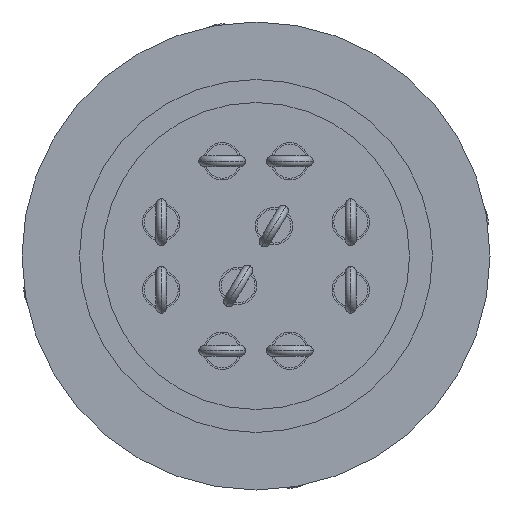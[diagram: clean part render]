
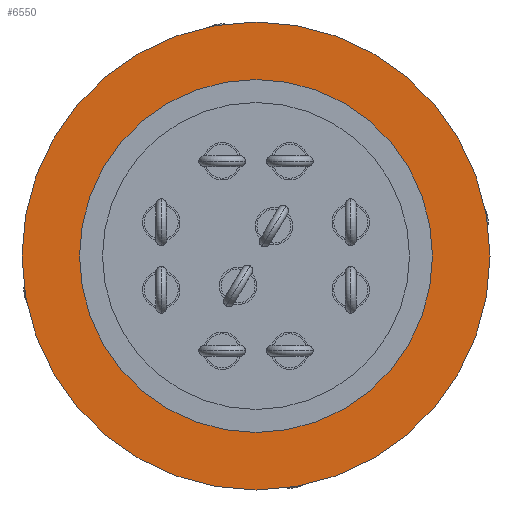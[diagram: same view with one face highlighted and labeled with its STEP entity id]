
A CAD part, front view. The second image highlights one B-rep face of the part: STEP entity #6550.
In plain terms, the highlighted planar face has unit normal (0, -1, 0).
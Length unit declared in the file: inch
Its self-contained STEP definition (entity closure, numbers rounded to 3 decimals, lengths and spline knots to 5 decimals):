
#1506 = EDGE_LOOP ( 'NONE', ( #3971, #3970 ) ) ;
#3432 = VERTEX_POINT ( 'NONE', #9342 ) ;
#3437 = VERTEX_POINT ( 'NONE', #9347 ) ;
#3441 = VERTEX_POINT ( 'NONE', #9351 ) ;
#3444 = VERTEX_POINT ( 'NONE', #9354 ) ;
#3970 = ORIENTED_EDGE ( 'NONE', *, *, #19633, .F. ) ;
#3971 = ORIENTED_EDGE ( 'NONE', *, *, #13498, .F. ) ;
#3972 = ORIENTED_EDGE ( 'NONE', *, *, #13494, .T. ) ;
#3973 = ORIENTED_EDGE ( 'NONE', *, *, #19634, .T. ) ;
#4975 = EDGE_LOOP ( 'NONE', ( #3973, #3972 ) ) ;
#6550 = ADVANCED_FACE ( 'NONE', ( #18400, #18395 ), #16600, .T. ) ;
#7618 = CARTESIAN_POINT ( 'NONE',  ( 0., -0.6212, 0. ) ) ;
#7619 = DIRECTION ( 'NONE',  ( 0., 1., 0. ) ) ;
#7620 = DIRECTION ( 'NONE',  ( 1., 0., 0. ) ) ;
#7629 = CARTESIAN_POINT ( 'NONE',  ( 0., -0.6212, 0. ) ) ;
#7630 = DIRECTION ( 'NONE',  ( 0., 1., 0. ) ) ;
#7631 = DIRECTION ( 'NONE',  ( 1., 0., 0. ) ) ;
#9342 = CARTESIAN_POINT ( 'NONE',  ( -0.815, -0.6212, 0. ) ) ;
#9347 = CARTESIAN_POINT ( 'NONE',  ( 0.815, -0.6212, 0. ) ) ;
#9351 = CARTESIAN_POINT ( 'NONE',  ( 1.08053, -0.6212, 0. ) ) ;
#9354 = CARTESIAN_POINT ( 'NONE',  ( -1.08053, -0.6212, 0. ) ) ;
#10473 = AXIS2_PLACEMENT_3D ( 'NONE', #7618, #7619, #7620 ) ;
#10475 = AXIS2_PLACEMENT_3D ( 'NONE', #7629, #7630, #7631 ) ;
#10668 = AXIS2_PLACEMENT_3D ( 'NONE', #17503, #17504, #17505 ) ;
#10669 = AXIS2_PLACEMENT_3D ( 'NONE', #17506, #17507, #17508 ) ;
#13494 = EDGE_CURVE ( 'NONE', #3432, #3437, #14817, .T. ) ;
#13498 = EDGE_CURVE ( 'NONE', #3441, #3444, #14808, .T. ) ;
#14397 = CIRCLE ( 'NONE', #10669, 0.815 ) ;
#14398 = CIRCLE ( 'NONE', #10668, 1.08053 ) ;
#14808 = CIRCLE ( 'NONE', #10475, 1.08053 ) ;
#14817 = CIRCLE ( 'NONE', #10473, 0.815 ) ;
#16597 = CARTESIAN_POINT ( 'NONE',  ( 0., -0.6212, 0. ) ) ;
#16600 = PLANE ( 'NONE',  #20550 ) ;
#16602 = DIRECTION ( 'NONE',  ( 0., -1., 0. ) ) ;
#16603 = DIRECTION ( 'NONE',  ( -1., 0., 0. ) ) ;
#17503 = CARTESIAN_POINT ( 'NONE',  ( 0., -0.6212, 0. ) ) ;
#17504 = DIRECTION ( 'NONE',  ( 0., 1., 0. ) ) ;
#17505 = DIRECTION ( 'NONE',  ( 1., 0., 0. ) ) ;
#17506 = CARTESIAN_POINT ( 'NONE',  ( 0., -0.6212, 0. ) ) ;
#17507 = DIRECTION ( 'NONE',  ( 0., 1., 0. ) ) ;
#17508 = DIRECTION ( 'NONE',  ( 1., 0., 0. ) ) ;
#18395 = FACE_OUTER_BOUND ( 'NONE', #1506, .T. ) ;
#18400 = FACE_BOUND ( 'NONE', #4975, .T. ) ;
#19633 = EDGE_CURVE ( 'NONE', #3444, #3441, #14398, .T. ) ;
#19634 = EDGE_CURVE ( 'NONE', #3437, #3432, #14397, .T. ) ;
#20550 = AXIS2_PLACEMENT_3D ( 'NONE', #16597, #16602, #16603 ) ;
